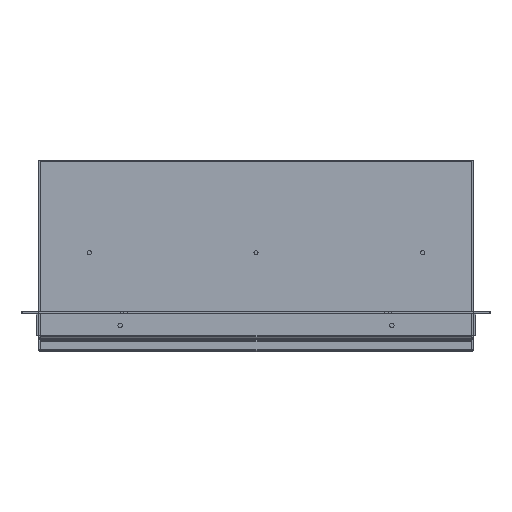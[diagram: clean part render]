
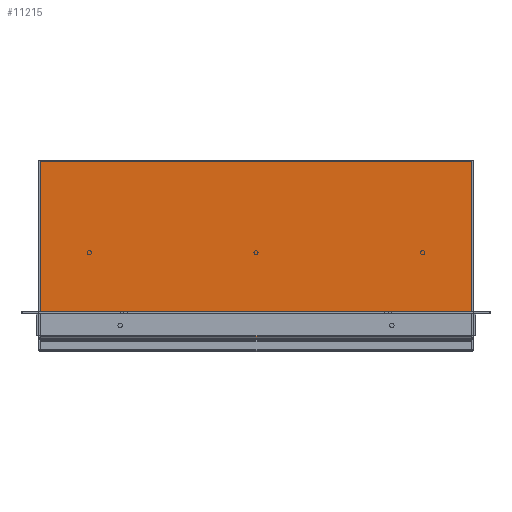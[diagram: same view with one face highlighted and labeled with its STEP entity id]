
A CAD part, front view. The second image highlights one B-rep face of the part: STEP entity #11215.
In plain terms, the highlighted planar face has unit normal (0, -1, 0).
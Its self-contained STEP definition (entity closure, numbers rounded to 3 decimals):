
#646 = ORIENTED_EDGE ( 'NONE', *, *, #40380, .T. ) ;
#2623 = LINE ( 'NONE', #37876, #15170 ) ;
#2825 = VERTEX_POINT ( 'NONE', #110479 ) ;
#2906 = CARTESIAN_POINT ( 'NONE',  ( 213.5, -533.5, -1.3 ) ) ;
#4214 = CARTESIAN_POINT ( 'NONE',  ( 212.2, -533.5, -173.7 ) ) ;
#7256 = VERTEX_POINT ( 'NONE', #22181 ) ;
#7411 = VERTEX_POINT ( 'NONE', #24477 ) ;
#8013 = DIRECTION ( 'NONE',  ( 0., 1., 0. ) ) ;
#11215 = ADVANCED_FACE ( 'NONE', ( #46254, #105776, #12033 ), #94532, .F. ) ;
#11970 = EDGE_CURVE ( 'NONE', #88541, #68143, #2623, .T. ) ;
#12033 = FACE_OUTER_BOUND ( 'NONE', #79632, .T. ) ;
#13888 = LINE ( 'NONE', #64042, #86207 ) ;
#14047 = CIRCLE ( 'NONE', #99701, 2.2 ) ;
#14812 = VECTOR ( 'NONE', #55447, 1000. ) ;
#15170 = VECTOR ( 'NONE', #72068, 1000. ) ;
#16588 = DIRECTION ( 'NONE',  ( 0., 0., -1. ) ) ;
#18688 = ORIENTED_EDGE ( 'NONE', *, *, #82696, .T. ) ;
#19680 = CARTESIAN_POINT ( 'NONE',  ( 212.2, -533.5, -1.3 ) ) ;
#20143 = CIRCLE ( 'NONE', #104688, 2.2 ) ;
#21048 = DIRECTION ( 'NONE',  ( 1., 0., 0. ) ) ;
#21520 = VERTEX_POINT ( 'NONE', #85368 ) ;
#22181 = CARTESIAN_POINT ( 'NONE',  ( -212.2, -533.5, -173.7 ) ) ;
#24477 = CARTESIAN_POINT ( 'NONE',  ( -133.5, -533.5, -160.2 ) ) ;
#26203 = CARTESIAN_POINT ( 'NONE',  ( -211.593, -533.5, -173.7 ) ) ;
#26925 = AXIS2_PLACEMENT_3D ( 'NONE', #48333, #57312, #56169 ) ;
#28366 = ORIENTED_EDGE ( 'NONE', *, *, #11970, .F. ) ;
#28595 = CARTESIAN_POINT ( 'NONE',  ( 212.2, -533.5, -173.7 ) ) ;
#31436 = EDGE_CURVE ( 'NONE', #96015, #7256, #13888, .T. ) ;
#32844 = LINE ( 'NONE', #2906, #92573 ) ;
#32940 = VECTOR ( 'NONE', #21048, 1000. ) ;
#33256 = AXIS2_PLACEMENT_3D ( 'NONE', #72834, #91429, #91808 ) ;
#36263 = CIRCLE ( 'NONE', #26925, 2.2 ) ;
#37876 = CARTESIAN_POINT ( 'NONE',  ( 212.2, -533.5, -1.3 ) ) ;
#38713 = ORIENTED_EDGE ( 'NONE', *, *, #102055, .T. ) ;
#38879 = EDGE_CURVE ( 'NONE', #99779, #7411, #68191, .T. ) ;
#40380 = EDGE_CURVE ( 'NONE', #43174, #21520, #92662, .T. ) ;
#43174 = VERTEX_POINT ( 'NONE', #26203 ) ;
#45837 = CARTESIAN_POINT ( 'NONE',  ( 133.5, -533.5, -164.6 ) ) ;
#46254 = FACE_BOUND ( 'NONE', #65126, .T. ) ;
#46611 = ORIENTED_EDGE ( 'NONE', *, *, #53403, .F. ) ;
#48333 = CARTESIAN_POINT ( 'NONE',  ( 133.5, -533.5, -162.4 ) ) ;
#53403 = EDGE_CURVE ( 'NONE', #68143, #21520, #102511, .T. ) ;
#55447 = DIRECTION ( 'NONE',  ( -1., 0., 0. ) ) ;
#56169 = DIRECTION ( 'NONE',  ( 0., 0., -1. ) ) ;
#57312 = DIRECTION ( 'NONE',  ( 0., 1., 0. ) ) ;
#60586 = CARTESIAN_POINT ( 'NONE',  ( -133.5, -533.5, -162.4 ) ) ;
#61684 = ORIENTED_EDGE ( 'NONE', *, *, #71338, .T. ) ;
#62490 = CARTESIAN_POINT ( 'NONE',  ( -212.2, -533.5, -1.3 ) ) ;
#64042 = CARTESIAN_POINT ( 'NONE',  ( -212.2, -533.5, -1.3 ) ) ;
#64321 = ORIENTED_EDGE ( 'NONE', *, *, #77838, .F. ) ;
#65126 = EDGE_LOOP ( 'NONE', ( #75567, #38713 ) ) ;
#66224 = DIRECTION ( 'NONE',  ( 0., 0., -1. ) ) ;
#66503 = CARTESIAN_POINT ( 'NONE',  ( 133.5, -533.5, -162.4 ) ) ;
#66616 = CARTESIAN_POINT ( 'NONE',  ( -133.5, -533.5, -164.6 ) ) ;
#67177 = EDGE_CURVE ( 'NONE', #106278, #2825, #36263, .T. ) ;
#68143 = VERTEX_POINT ( 'NONE', #4214 ) ;
#68191 = CIRCLE ( 'NONE', #33256, 2.2 ) ;
#71338 = EDGE_CURVE ( 'NONE', #7256, #43174, #108984, .T. ) ;
#72005 = CARTESIAN_POINT ( 'NONE',  ( -212.2, -533.5, -173.7 ) ) ;
#72068 = DIRECTION ( 'NONE',  ( 0., 0., -1. ) ) ;
#72834 = CARTESIAN_POINT ( 'NONE',  ( -133.5, -533.5, -162.4 ) ) ;
#75567 = ORIENTED_EDGE ( 'NONE', *, *, #67177, .T. ) ;
#75898 = CARTESIAN_POINT ( 'NONE',  ( 213.5, -533.5, -173.8 ) ) ;
#77838 = EDGE_CURVE ( 'NONE', #96015, #88541, #32844, .T. ) ;
#77968 = ORIENTED_EDGE ( 'NONE', *, *, #31436, .T. ) ;
#79632 = EDGE_LOOP ( 'NONE', ( #646, #46611, #28366, #64321, #77968, #61684 ) ) ;
#81317 = DIRECTION ( 'NONE',  ( 1., 0., 0. ) ) ;
#82696 = EDGE_CURVE ( 'NONE', #7411, #99779, #20143, .T. ) ;
#83954 = DIRECTION ( 'NONE',  ( 0., 1., 0. ) ) ;
#85368 = CARTESIAN_POINT ( 'NONE',  ( 211.593, -533.5, -173.7 ) ) ;
#86207 = VECTOR ( 'NONE', #108624, 1000. ) ;
#88541 = VERTEX_POINT ( 'NONE', #19680 ) ;
#91429 = DIRECTION ( 'NONE',  ( 0., 1., 0. ) ) ;
#91808 = DIRECTION ( 'NONE',  ( 0., 0., -1. ) ) ;
#92573 = VECTOR ( 'NONE', #109424, 1000. ) ;
#92662 = LINE ( 'NONE', #92901, #32940 ) ;
#92901 = CARTESIAN_POINT ( 'NONE',  ( -211.593, -533.5, -173.7 ) ) ;
#93766 = DIRECTION ( 'NONE',  ( 0., 1., 0. ) ) ;
#94532 = PLANE ( 'NONE',  #108230 ) ;
#96015 = VERTEX_POINT ( 'NONE', #62490 ) ;
#99701 = AXIS2_PLACEMENT_3D ( 'NONE', #66503, #83954, #101443 ) ;
#99779 = VERTEX_POINT ( 'NONE', #66616 ) ;
#100666 = VECTOR ( 'NONE', #81317, 1000. ) ;
#101094 = ORIENTED_EDGE ( 'NONE', *, *, #38879, .T. ) ;
#101443 = DIRECTION ( 'NONE',  ( 0., 0., -1. ) ) ;
#102055 = EDGE_CURVE ( 'NONE', #2825, #106278, #14047, .T. ) ;
#102511 = LINE ( 'NONE', #28595, #14812 ) ;
#104688 = AXIS2_PLACEMENT_3D ( 'NONE', #60586, #8013, #16588 ) ;
#105776 = FACE_BOUND ( 'NONE', #111814, .T. ) ;
#106278 = VERTEX_POINT ( 'NONE', #45837 ) ;
#108230 = AXIS2_PLACEMENT_3D ( 'NONE', #75898, #93766, #66224 ) ;
#108624 = DIRECTION ( 'NONE',  ( 0., 0., -1. ) ) ;
#108984 = LINE ( 'NONE', #72005, #100666 ) ;
#109424 = DIRECTION ( 'NONE',  ( 1., 0., 0. ) ) ;
#110479 = CARTESIAN_POINT ( 'NONE',  ( 133.5, -533.5, -160.2 ) ) ;
#111814 = EDGE_LOOP ( 'NONE', ( #101094, #18688 ) ) ;
